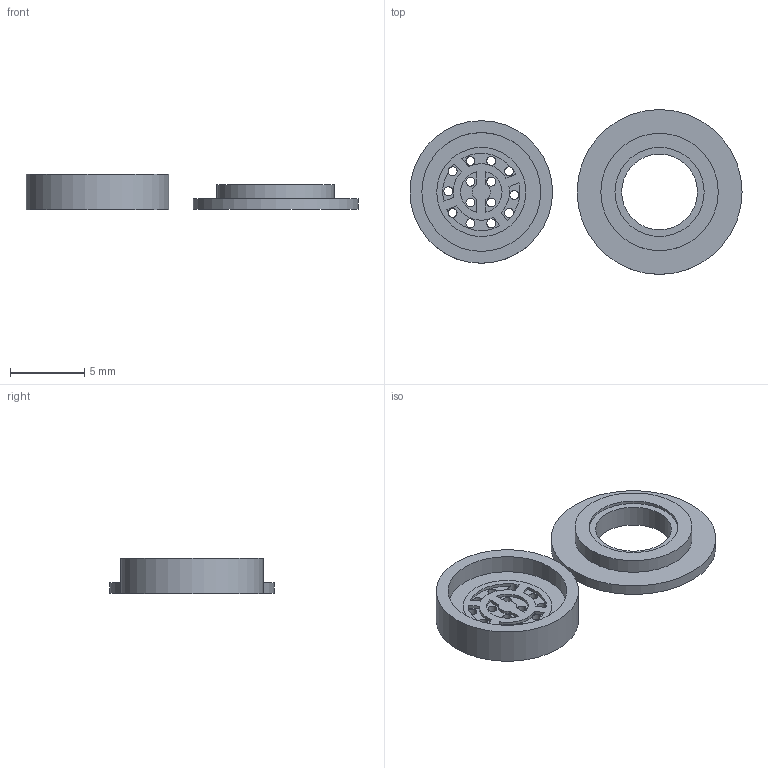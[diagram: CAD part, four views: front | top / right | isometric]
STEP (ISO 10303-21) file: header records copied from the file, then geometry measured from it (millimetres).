
FILE_DESCRIPTION(('HOOPS Exchange Step'),'2;1');
FILE_NAME('temp_export','2023-07-28T16:01:46+01:00',('igorn'),('Shapr3D Limited'),'HOOPS Exchange 2023.1','Shapr3D','Authorized');
FILE_SCHEMA( ('AUTOMOTIVE_DESIGN { 1 0 10303 214 1 1 1 1 }') );
Length unit declared in the file: millimetre
Products named in the file (1): root
Bounding box: 22.35 x 11.1 x 2.4 mm (x, y, z)
Volume: 183.7 mm3; surface area: 501.9 mm2
Topology: 2 solids, 2 shells, 65 faces, 194 edges, 138 vertices
Faces by surface type: cylinder 39, plane 26
Full cylindrical faces by diameter (mm): 0.6 x14, 5.1 x1, 6 x1, 7.9 x1, 8 x1, 9.6 x1, 11.1 x1
Entity records: 2373 total; most frequent: DIRECTION 440, CARTESIAN_POINT 398, ORIENTED_EDGE 388, EDGE_CURVE 194, AXIS2_PLACEMENT_3D 180, VERTEX_POINT 138, CIRCLE 114, EDGE_LOOP 100
